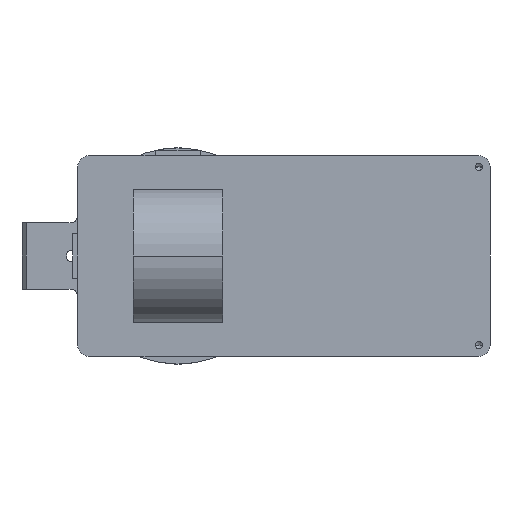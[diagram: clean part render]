
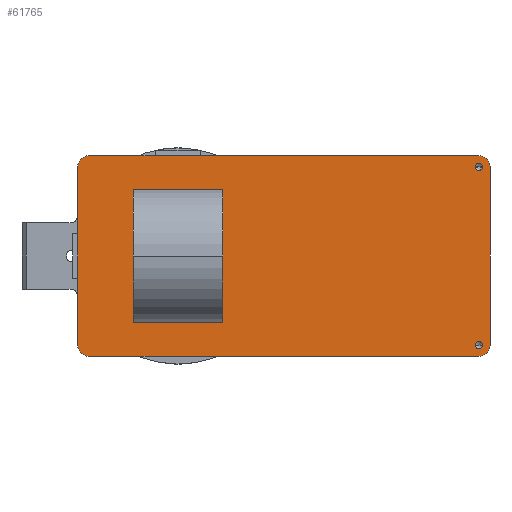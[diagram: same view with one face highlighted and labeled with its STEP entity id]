
A CAD part, front view. The second image highlights one B-rep face of the part: STEP entity #61765.
In plain terms, the highlighted face is planar.
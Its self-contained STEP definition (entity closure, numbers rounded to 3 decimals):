
#228 = FACE_BOUND ( 'NONE', #21225, .T. ) ;
#399 = ORIENTED_EDGE ( 'NONE', *, *, #78807, .T. ) ;
#1849 = DIRECTION ( 'NONE',  ( 1., 0., 0. ) ) ;
#2599 = CARTESIAN_POINT ( 'NONE',  ( -67.5, 30., 61. ) ) ;
#2797 = VERTEX_POINT ( 'NONE', #50955 ) ;
#2954 = DIRECTION ( 'NONE',  ( 1., 0., 0. ) ) ;
#3157 = CARTESIAN_POINT ( 'NONE',  ( -92.5, -45., 61. ) ) ;
#4863 = VERTEX_POINT ( 'NONE', #51338 ) ;
#4899 = DIRECTION ( 'NONE',  ( 0., 0., 1. ) ) ;
#6198 = DIRECTION ( 'NONE',  ( 0., 1., 0. ) ) ;
#7098 = VERTEX_POINT ( 'NONE', #66788 ) ;
#7425 = AXIS2_PLACEMENT_3D ( 'NONE', #7769, #56449, #14061 ) ;
#7751 = ORIENTED_EDGE ( 'NONE', *, *, #22101, .F. ) ;
#7769 = CARTESIAN_POINT ( 'NONE',  ( 87.5, -40., 61. ) ) ;
#7835 = ORIENTED_EDGE ( 'NONE', *, *, #27574, .F. ) ;
#8674 = VERTEX_POINT ( 'NONE', #18845 ) ;
#9930 = EDGE_CURVE ( 'NONE', #88471, #7098, #81675, .T. ) ;
#10117 = ORIENTED_EDGE ( 'NONE', *, *, #47730, .F. ) ;
#10918 = DIRECTION ( 'NONE',  ( 1., 0., 0. ) ) ;
#11286 = VERTEX_POINT ( 'NONE', #16210 ) ;
#11542 = EDGE_LOOP ( 'NONE', ( #42044, #7835 ) ) ;
#12040 = ORIENTED_EDGE ( 'NONE', *, *, #81288, .T. ) ;
#13002 = VECTOR ( 'NONE', #35495, 1000. ) ;
#13015 = LINE ( 'NONE', #40499, #42924 ) ;
#13997 = CARTESIAN_POINT ( 'NONE',  ( 87.5, 45., 61. ) ) ;
#14061 = DIRECTION ( 'NONE',  ( 1., 0., 0. ) ) ;
#14761 = EDGE_LOOP ( 'NONE', ( #49598, #73842, #37910, #23827, #399, #37719, #47061, #12040 ) ) ;
#14847 = CARTESIAN_POINT ( 'NONE',  ( 85.85, 40., 61. ) ) ;
#15128 = CARTESIAN_POINT ( 'NONE',  ( 87.5, 40., 61. ) ) ;
#16210 = CARTESIAN_POINT ( 'NONE',  ( -92.5, 40., 61. ) ) ;
#18231 = CARTESIAN_POINT ( 'NONE',  ( 87.5, -40., 61. ) ) ;
#18845 = CARTESIAN_POINT ( 'NONE',  ( 92.5, -40., 61. ) ) ;
#18882 = DIRECTION ( 'NONE',  ( 0., -1., 0. ) ) ;
#19177 = FACE_BOUND ( 'NONE', #11542, .T. ) ;
#19855 = CARTESIAN_POINT ( 'NONE',  ( -92.5, 45., 61. ) ) ;
#20042 = DIRECTION ( 'NONE',  ( 0., -1., 0. ) ) ;
#20406 = EDGE_CURVE ( 'NONE', #2797, #30639, #13015, .T. ) ;
#21225 = EDGE_LOOP ( 'NONE', ( #52325, #82665, #69466, #26525 ) ) ;
#21828 = DIRECTION ( 'NONE',  ( 0., 0., 1. ) ) ;
#22101 = EDGE_CURVE ( 'NONE', #26418, #49205, #61722, .T. ) ;
#22264 = DIRECTION ( 'NONE',  ( 1., 0., 0. ) ) ;
#22639 = EDGE_CURVE ( 'NONE', #80677, #88471, #68897, .T. ) ;
#22817 = AXIS2_PLACEMENT_3D ( 'NONE', #15128, #56619, #41761 ) ;
#23025 = CARTESIAN_POINT ( 'NONE',  ( -27.5, -30., 61. ) ) ;
#23678 = LINE ( 'NONE', #51203, #86552 ) ;
#23827 = ORIENTED_EDGE ( 'NONE', *, *, #65883, .T. ) ;
#24184 = AXIS2_PLACEMENT_3D ( 'NONE', #29424, #79046, #10918 ) ;
#24280 = CARTESIAN_POINT ( 'NONE',  ( 87.5, -45., 61. ) ) ;
#24861 = VERTEX_POINT ( 'NONE', #23025 ) ;
#26418 = VERTEX_POINT ( 'NONE', #14847 ) ;
#26525 = ORIENTED_EDGE ( 'NONE', *, *, #20406, .F. ) ;
#27261 = DIRECTION ( 'NONE',  ( 1., 0., 0. ) ) ;
#27574 = EDGE_CURVE ( 'NONE', #73861, #48476, #78096, .T. ) ;
#27708 = PLANE ( 'NONE',  #83813 ) ;
#29424 = CARTESIAN_POINT ( 'NONE',  ( 87.5, 40., 61. ) ) ;
#29459 = CARTESIAN_POINT ( 'NONE',  ( 87.5, 40., 61. ) ) ;
#29805 = CARTESIAN_POINT ( 'NONE',  ( 92.5, 40., 61. ) ) ;
#30250 = VECTOR ( 'NONE', #75975, 1000. ) ;
#30639 = VERTEX_POINT ( 'NONE', #66572 ) ;
#31292 = CARTESIAN_POINT ( 'NONE',  ( -67.5, -30., 61. ) ) ;
#32772 = LINE ( 'NONE', #67971, #88566 ) ;
#34905 = CIRCLE ( 'NONE', #39188, 5. ) ;
#35004 = EDGE_CURVE ( 'NONE', #4863, #2797, #70261, .T. ) ;
#35495 = DIRECTION ( 'NONE',  ( -1., 0., 0. ) ) ;
#35537 = EDGE_CURVE ( 'NONE', #78817, #83143, #57356, .T. ) ;
#36073 = CARTESIAN_POINT ( 'NONE',  ( 89.15, 40., 61. ) ) ;
#36493 = CIRCLE ( 'NONE', #86946, 5. ) ;
#37719 = ORIENTED_EDGE ( 'NONE', *, *, #22639, .T. ) ;
#37910 = ORIENTED_EDGE ( 'NONE', *, *, #82346, .T. ) ;
#38159 = VECTOR ( 'NONE', #58374, 1000. ) ;
#38720 = LINE ( 'NONE', #3157, #50928 ) ;
#38845 = CARTESIAN_POINT ( 'NONE',  ( -87.5, -45., 61. ) ) ;
#39188 = AXIS2_PLACEMENT_3D ( 'NONE', #66667, #4899, #81126 ) ;
#40005 = EDGE_CURVE ( 'NONE', #11286, #78817, #23678, .T. ) ;
#40499 = CARTESIAN_POINT ( 'NONE',  ( -67.5, 30., 61. ) ) ;
#41761 = DIRECTION ( 'NONE',  ( 1., 0., 0. ) ) ;
#42044 = ORIENTED_EDGE ( 'NONE', *, *, #59023, .F. ) ;
#42924 = VECTOR ( 'NONE', #18882, 1000. ) ;
#45729 = LINE ( 'NONE', #31292, #38159 ) ;
#47061 = ORIENTED_EDGE ( 'NONE', *, *, #9930, .T. ) ;
#47730 = EDGE_CURVE ( 'NONE', #49205, #26418, #75766, .T. ) ;
#48476 = VERTEX_POINT ( 'NONE', #58420 ) ;
#49205 = VERTEX_POINT ( 'NONE', #36073 ) ;
#49598 = ORIENTED_EDGE ( 'NONE', *, *, #40005, .T. ) ;
#50716 = AXIS2_PLACEMENT_3D ( 'NONE', #55006, #76663, #68532 ) ;
#50928 = VECTOR ( 'NONE', #66258, 1000. ) ;
#50955 = CARTESIAN_POINT ( 'NONE',  ( -67.5, 30., 61. ) ) ;
#50998 = EDGE_CURVE ( 'NONE', #30639, #24861, #45729, .T. ) ;
#51203 = CARTESIAN_POINT ( 'NONE',  ( -92.5, 45., 61. ) ) ;
#51338 = CARTESIAN_POINT ( 'NONE',  ( -27.5, 30., 61. ) ) ;
#52325 = ORIENTED_EDGE ( 'NONE', *, *, #35004, .F. ) ;
#54320 = LINE ( 'NONE', #75112, #30250 ) ;
#55006 = CARTESIAN_POINT ( 'NONE',  ( 87.5, -40., 61. ) ) ;
#55233 = CARTESIAN_POINT ( 'NONE',  ( 0., 0., 61. ) ) ;
#56449 = DIRECTION ( 'NONE',  ( 0., 0., 1. ) ) ;
#56619 = DIRECTION ( 'NONE',  ( 0., 0., 1. ) ) ;
#57356 = CIRCLE ( 'NONE', #67403, 5. ) ;
#58374 = DIRECTION ( 'NONE',  ( 1., 0., 0. ) ) ;
#58420 = CARTESIAN_POINT ( 'NONE',  ( 89.15, -40., 61. ) ) ;
#58464 = AXIS2_PLACEMENT_3D ( 'NONE', #29459, #21828, #22264 ) ;
#59023 = EDGE_CURVE ( 'NONE', #48476, #73861, #63567, .T. ) ;
#61722 = CIRCLE ( 'NONE', #22817, 1.65 ) ;
#61765 = ADVANCED_FACE ( 'NONE', ( #80993, #19177, #68326, #228 ), #27708, .T. ) ;
#63323 = CARTESIAN_POINT ( 'NONE',  ( -92.5, -40., 61. ) ) ;
#63567 = CIRCLE ( 'NONE', #7425, 1.65 ) ;
#63627 = DIRECTION ( 'NONE',  ( 0., 0., 1. ) ) ;
#63964 = EDGE_LOOP ( 'NONE', ( #10117, #7751 ) ) ;
#65883 = EDGE_CURVE ( 'NONE', #71474, #8674, #36493, .T. ) ;
#66258 = DIRECTION ( 'NONE',  ( 1., 0., 0. ) ) ;
#66572 = CARTESIAN_POINT ( 'NONE',  ( -67.5, -30., 61. ) ) ;
#66667 = CARTESIAN_POINT ( 'NONE',  ( -87.5, 40., 61. ) ) ;
#66788 = CARTESIAN_POINT ( 'NONE',  ( -87.5, 45., 61. ) ) ;
#67403 = AXIS2_PLACEMENT_3D ( 'NONE', #85286, #63627, #1849 ) ;
#67971 = CARTESIAN_POINT ( 'NONE',  ( -27.5, 30., 61. ) ) ;
#68326 = FACE_OUTER_BOUND ( 'NONE', #14761, .T. ) ;
#68532 = DIRECTION ( 'NONE',  ( 1., 0., 0. ) ) ;
#68897 = CIRCLE ( 'NONE', #24184, 5. ) ;
#69466 = ORIENTED_EDGE ( 'NONE', *, *, #50998, .F. ) ;
#70261 = LINE ( 'NONE', #2599, #73079 ) ;
#71160 = DIRECTION ( 'NONE',  ( -1., 0., 0. ) ) ;
#71474 = VERTEX_POINT ( 'NONE', #24280 ) ;
#73079 = VECTOR ( 'NONE', #71160, 1000. ) ;
#73842 = ORIENTED_EDGE ( 'NONE', *, *, #35537, .T. ) ;
#73861 = VERTEX_POINT ( 'NONE', #76146 ) ;
#74670 = DIRECTION ( 'NONE',  ( 0., 0., 1. ) ) ;
#75112 = CARTESIAN_POINT ( 'NONE',  ( 92.5, 45., 61. ) ) ;
#75766 = CIRCLE ( 'NONE', #58464, 1.65 ) ;
#75975 = DIRECTION ( 'NONE',  ( 0., 1., 0. ) ) ;
#76146 = CARTESIAN_POINT ( 'NONE',  ( 85.85, -40., 61. ) ) ;
#76663 = DIRECTION ( 'NONE',  ( 0., 0., 1. ) ) ;
#78096 = CIRCLE ( 'NONE', #50716, 1.65 ) ;
#78807 = EDGE_CURVE ( 'NONE', #8674, #80677, #54320, .T. ) ;
#78817 = VERTEX_POINT ( 'NONE', #63323 ) ;
#79046 = DIRECTION ( 'NONE',  ( 0., 0., 1. ) ) ;
#80677 = VERTEX_POINT ( 'NONE', #29805 ) ;
#80993 = FACE_BOUND ( 'NONE', #63964, .T. ) ;
#81126 = DIRECTION ( 'NONE',  ( 1., 0., 0. ) ) ;
#81288 = EDGE_CURVE ( 'NONE', #7098, #11286, #34905, .T. ) ;
#81675 = LINE ( 'NONE', #19855, #13002 ) ;
#82346 = EDGE_CURVE ( 'NONE', #83143, #71474, #38720, .T. ) ;
#82665 = ORIENTED_EDGE ( 'NONE', *, *, #85487, .F. ) ;
#83143 = VERTEX_POINT ( 'NONE', #38845 ) ;
#83813 = AXIS2_PLACEMENT_3D ( 'NONE', #55233, #74670, #27261 ) ;
#85286 = CARTESIAN_POINT ( 'NONE',  ( -87.5, -40., 61. ) ) ;
#85487 = EDGE_CURVE ( 'NONE', #24861, #4863, #32772, .T. ) ;
#86552 = VECTOR ( 'NONE', #20042, 1000. ) ;
#86840 = DIRECTION ( 'NONE',  ( 0., 0., 1. ) ) ;
#86946 = AXIS2_PLACEMENT_3D ( 'NONE', #18231, #86840, #2954 ) ;
#88471 = VERTEX_POINT ( 'NONE', #13997 ) ;
#88566 = VECTOR ( 'NONE', #6198, 1000. ) ;
